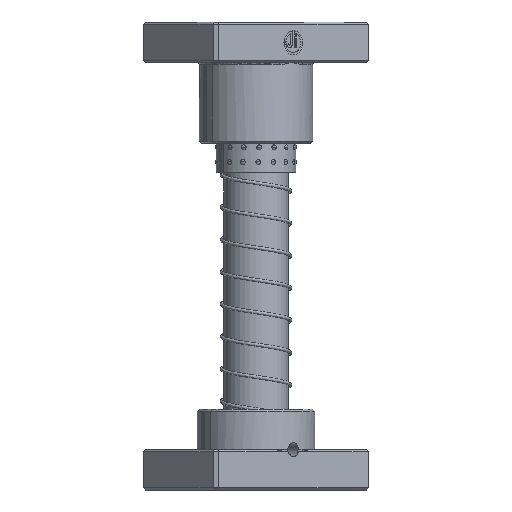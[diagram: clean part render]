
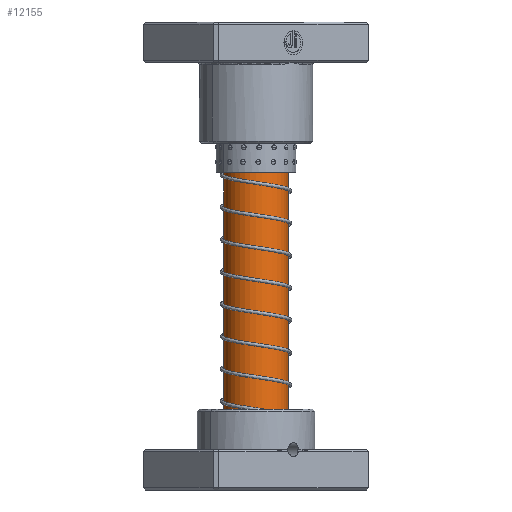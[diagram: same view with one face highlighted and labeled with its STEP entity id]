
A CAD part, front view. The second image highlights one B-rep face of the part: STEP entity #12155.
In plain terms, the highlighted cylindrical face has radius 16 mm (diameter 32 mm), a partial arc.
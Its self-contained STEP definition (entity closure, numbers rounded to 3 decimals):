
#405 = LINE ( 'NONE', #26028, #8619 ) ;
#1780 = EDGE_LOOP ( 'NONE', ( #15247, #18649, #3294, #41895 ) ) ;
#2333 = CARTESIAN_POINT ( 'NONE',  ( 0., 0., 24. ) ) ;
#2962 = DIRECTION ( 'NONE',  ( 0., 0., -1. ) ) ;
#3294 = ORIENTED_EDGE ( 'NONE', *, *, #23644, .T. ) ;
#5235 = DIRECTION ( 'NONE',  ( 0., 0., -1. ) ) ;
#5884 = DIRECTION ( 'NONE',  ( -1., 0., 0. ) ) ;
#7304 = AXIS2_PLACEMENT_3D ( 'NONE', #2333, #26621, #5884 ) ;
#7497 = CARTESIAN_POINT ( 'NONE',  ( 16., 0., 200. ) ) ;
#8619 = VECTOR ( 'NONE', #5235, 1000. ) ;
#9803 = DIRECTION ( 'NONE',  ( 0., 0., -1. ) ) ;
#11283 = CARTESIAN_POINT ( 'NONE',  ( 16., 0., 197.5 ) ) ;
#12155 = ADVANCED_FACE ( 'NONE', ( #43172 ), #32950, .T. ) ;
#13474 = DIRECTION ( 'NONE',  ( -1., 0., 0. ) ) ;
#14112 = CIRCLE ( 'NONE', #7304, 16. ) ;
#15161 = VECTOR ( 'NONE', #9803, 1000. ) ;
#15247 = ORIENTED_EDGE ( 'NONE', *, *, #16850, .F. ) ;
#16850 = EDGE_CURVE ( 'NONE', #28653, #20840, #33522, .T. ) ;
#18649 = ORIENTED_EDGE ( 'NONE', *, *, #19613, .T. ) ;
#19218 = CARTESIAN_POINT ( 'NONE',  ( -16., 0., 197.5 ) ) ;
#19613 = EDGE_CURVE ( 'NONE', #28653, #35509, #26052, .T. ) ;
#19720 = CARTESIAN_POINT ( 'NONE',  ( 0., 0., 197.5 ) ) ;
#20840 = VERTEX_POINT ( 'NONE', #21928 ) ;
#21928 = CARTESIAN_POINT ( 'NONE',  ( 16., 0., 24. ) ) ;
#22885 = AXIS2_PLACEMENT_3D ( 'NONE', #34162, #2962, #13474 ) ;
#23177 = DIRECTION ( 'NONE',  ( 1., 0., 0. ) ) ;
#23644 = EDGE_CURVE ( 'NONE', #35509, #28020, #405, .T. ) ;
#26028 = CARTESIAN_POINT ( 'NONE',  ( -16., 0., 200. ) ) ;
#26052 = CIRCLE ( 'NONE', #30618, 16. ) ;
#26621 = DIRECTION ( 'NONE',  ( 0., 0., -1. ) ) ;
#27844 = EDGE_CURVE ( 'NONE', #20840, #28020, #14112, .T. ) ;
#28020 = VERTEX_POINT ( 'NONE', #44653 ) ;
#28653 = VERTEX_POINT ( 'NONE', #11283 ) ;
#30618 = AXIS2_PLACEMENT_3D ( 'NONE', #19720, #43781, #23177 ) ;
#32950 = CYLINDRICAL_SURFACE ( 'NONE', #22885, 16. ) ;
#33522 = LINE ( 'NONE', #7497, #15161 ) ;
#34162 = CARTESIAN_POINT ( 'NONE',  ( 0., 0., 200. ) ) ;
#35509 = VERTEX_POINT ( 'NONE', #19218 ) ;
#41895 = ORIENTED_EDGE ( 'NONE', *, *, #27844, .F. ) ;
#43172 = FACE_OUTER_BOUND ( 'NONE', #1780, .T. ) ;
#43781 = DIRECTION ( 'NONE',  ( 0., 0., -1. ) ) ;
#44653 = CARTESIAN_POINT ( 'NONE',  ( -16., 0., 24. ) ) ;
